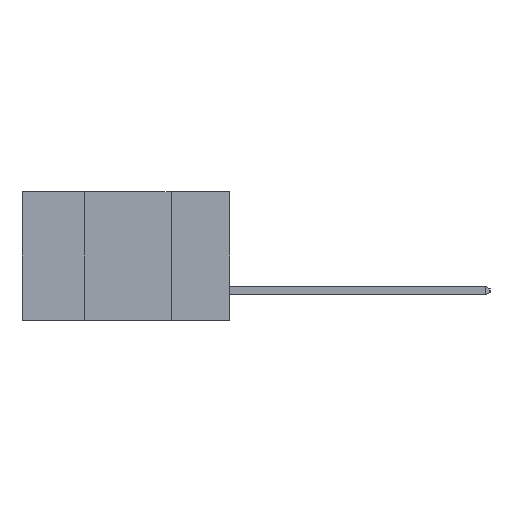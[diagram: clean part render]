
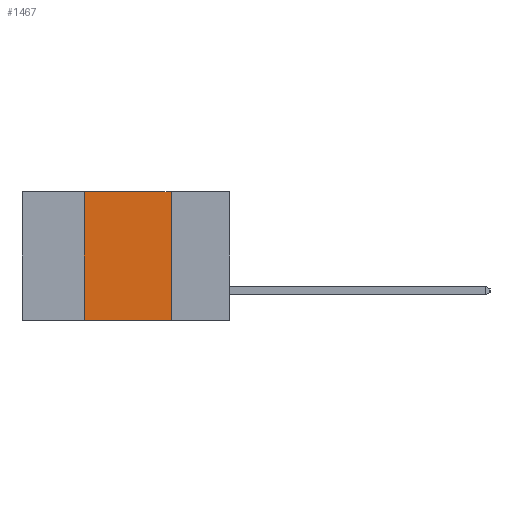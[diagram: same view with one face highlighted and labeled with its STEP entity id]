
A CAD part, left-side view. The second image highlights one B-rep face of the part: STEP entity #1467.
In plain terms, the highlighted planar face has unit normal (-1, 0, 0).
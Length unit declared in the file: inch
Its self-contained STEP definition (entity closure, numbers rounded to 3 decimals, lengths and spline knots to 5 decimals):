
#23 = PLANE ( 'NONE',  #1863 ) ;
#685 = CARTESIAN_POINT ( 'NONE',  ( 0., 0.42, 0. ) ) ;
#928 = ORIENTED_EDGE ( 'NONE', *, *, #8002, .F. ) ;
#1203 = CARTESIAN_POINT ( 'NONE',  ( 0., 0.42, -0.37 ) ) ;
#1467 = ADVANCED_FACE ( 'NONE', ( #8776 ), #23, .F. ) ;
#1863 = AXIS2_PLACEMENT_3D ( 'NONE', #9058, #4859, #4959 ) ;
#2266 = CARTESIAN_POINT ( 'NONE',  ( 0., 0.17, 0. ) ) ;
#2608 = CARTESIAN_POINT ( 'NONE',  ( 0., 0.17, -0.37 ) ) ;
#3368 = LINE ( 'NONE', #10322, #10613 ) ;
#3388 = LINE ( 'NONE', #9262, #8234 ) ;
#3665 = EDGE_CURVE ( 'NONE', #11834, #6891, #10100, .T. ) ;
#3930 = VERTEX_POINT ( 'NONE', #1203 ) ;
#4859 = DIRECTION ( 'NONE',  ( 1., 0., 0. ) ) ;
#4900 = ORIENTED_EDGE ( 'NONE', *, *, #10218, .T. ) ;
#4959 = DIRECTION ( 'NONE',  ( 0., 0., -1. ) ) ;
#5248 = EDGE_LOOP ( 'NONE', ( #6586, #11626, #928, #4900 ) ) ;
#6586 = ORIENTED_EDGE ( 'NONE', *, *, #3665, .F. ) ;
#6891 = VERTEX_POINT ( 'NONE', #2608 ) ;
#7623 = DIRECTION ( 'NONE',  ( 0., 0., -1. ) ) ;
#7904 = DIRECTION ( 'NONE',  ( 0., -1., 0. ) ) ;
#8002 = EDGE_CURVE ( 'NONE', #3930, #8833, #3388, .T. ) ;
#8033 = CARTESIAN_POINT ( 'NONE',  ( 0., 0.17, -0.37 ) ) ;
#8234 = VECTOR ( 'NONE', #10065, 39.37008 ) ;
#8511 = CARTESIAN_POINT ( 'NONE',  ( 0., 0.6, 0. ) ) ;
#8776 = FACE_OUTER_BOUND ( 'NONE', #5248, .T. ) ;
#8833 = VERTEX_POINT ( 'NONE', #685 ) ;
#9058 = CARTESIAN_POINT ( 'NONE',  ( 0., 0.6, 0. ) ) ;
#9262 = CARTESIAN_POINT ( 'NONE',  ( 0., 0.42, -0.37 ) ) ;
#9332 = DIRECTION ( 'NONE',  ( 0., -1., 0. ) ) ;
#10065 = DIRECTION ( 'NONE',  ( 0., 0., 1. ) ) ;
#10100 = LINE ( 'NONE', #8033, #10207 ) ;
#10207 = VECTOR ( 'NONE', #7623, 39.37008 ) ;
#10218 = EDGE_CURVE ( 'NONE', #3930, #6891, #3368, .T. ) ;
#10322 = CARTESIAN_POINT ( 'NONE',  ( 0., 0.6, -0.37 ) ) ;
#10613 = VECTOR ( 'NONE', #7904, 39.37008 ) ;
#11325 = VECTOR ( 'NONE', #9332, 39.37008 ) ;
#11579 = EDGE_CURVE ( 'NONE', #8833, #11834, #11581, .T. ) ;
#11581 = LINE ( 'NONE', #8511, #11325 ) ;
#11626 = ORIENTED_EDGE ( 'NONE', *, *, #11579, .F. ) ;
#11834 = VERTEX_POINT ( 'NONE', #2266 ) ;
